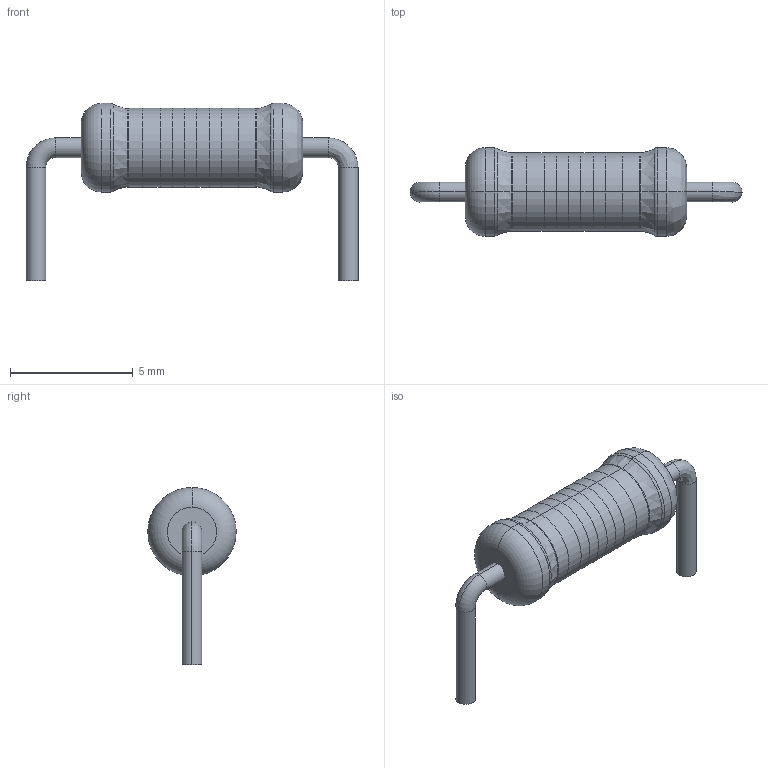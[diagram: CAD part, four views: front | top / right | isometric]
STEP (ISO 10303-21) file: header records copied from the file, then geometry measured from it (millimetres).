
FILE_DESCRIPTION((''),'2;1');
FILE_NAME('RES_WELWYN_PR5.stp','2012-10-16T11:53:44',(''),(''),'Mechanical Desktop 2011','Mechanical Desktop 2011',', , ');
FILE_SCHEMA(('AUTOMOTIVE_DESIGN { 1 2 10303 214 1 1 1 1 }'));
Length unit declared in the file: millimetre
Products named in the file (1): Product
Bounding box: 13.5 x 3.6 x 7.2 mm (x, y, z)
Volume: 82.7 mm3; surface area: 345.3 mm2
Topology: 15 solids, 15 shells, 80 faces, 132 edges, 82 vertices
Faces by surface type: cylinder 26, plane 24, bspline 24, torus 6
Entity records: 2388 total; most frequent: CARTESIAN_POINT 817, DIRECTION 344, ORIENTED_EDGE 264, AXIS2_PLACEMENT_3D 155, EDGE_CURVE 132, CIRCLE 98, VERTEX_POINT 82, EDGE_LOOP 80
